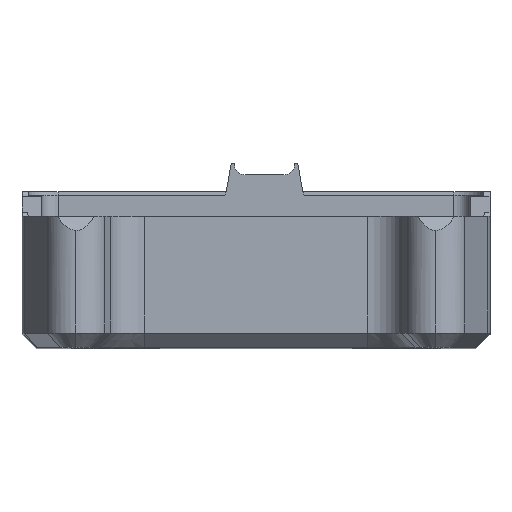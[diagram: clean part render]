
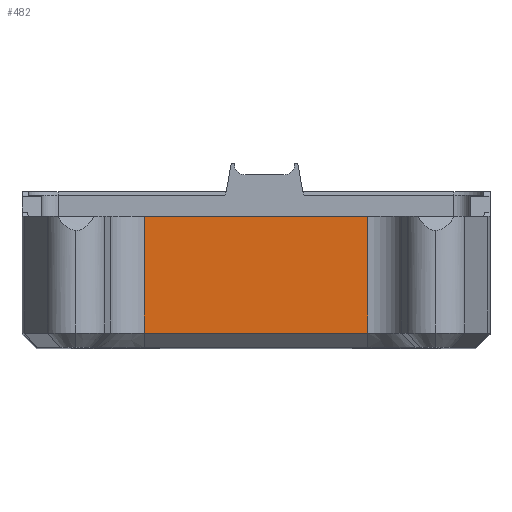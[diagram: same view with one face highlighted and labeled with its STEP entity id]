
A CAD part, top view. The second image highlights one B-rep face of the part: STEP entity #482.
In plain terms, the highlighted planar face has unit normal (0, 0, 1).
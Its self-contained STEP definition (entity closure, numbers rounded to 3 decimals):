
#413 = ORIENTED_EDGE ( 'NONE', *, *, #9020, .F. ) ;
#482 = ADVANCED_FACE ( 'NONE', ( #4854 ), #8275, .F. ) ;
#924 = CARTESIAN_POINT ( 'NONE',  ( 15.508, 9.5, 46. ) ) ;
#1156 = EDGE_CURVE ( 'NONE', #13203, #1406, #8848, .T. ) ;
#1205 = DIRECTION ( 'NONE',  ( -1., 0., 0. ) ) ;
#1320 = ORIENTED_EDGE ( 'NONE', *, *, #4333, .T. ) ;
#1406 = VERTEX_POINT ( 'NONE', #7061 ) ;
#2389 = ORIENTED_EDGE ( 'NONE', *, *, #1156, .T. ) ;
#2884 = VECTOR ( 'NONE', #11267, 1000. ) ;
#3694 = EDGE_LOOP ( 'NONE', ( #2389, #10000, #1320, #413 ) ) ;
#3724 = DIRECTION ( 'NONE',  ( 1., 0., 0. ) ) ;
#4091 = CARTESIAN_POINT ( 'NONE',  ( 15.508, -6.75, 46. ) ) ;
#4333 = EDGE_CURVE ( 'NONE', #14690, #5708, #11193, .T. ) ;
#4808 = DIRECTION ( 'NONE',  ( 1., 0., 0. ) ) ;
#4854 = FACE_OUTER_BOUND ( 'NONE', #3694, .T. ) ;
#5708 = VERTEX_POINT ( 'NONE', #11107 ) ;
#6201 = CARTESIAN_POINT ( 'NONE',  ( -15.508, 9.5, 46. ) ) ;
#6623 = VECTOR ( 'NONE', #4808, 1000. ) ;
#6631 = CARTESIAN_POINT ( 'NONE',  ( -15.508, 0., 46. ) ) ;
#6880 = DIRECTION ( 'NONE',  ( 0., 0., -1. ) ) ;
#7061 = CARTESIAN_POINT ( 'NONE',  ( -15.508, -6.75, 46. ) ) ;
#7088 = LINE ( 'NONE', #9457, #11033 ) ;
#7123 = LINE ( 'NONE', #8080, #6623 ) ;
#8080 = CARTESIAN_POINT ( 'NONE',  ( -32.5, -6.75, 46. ) ) ;
#8275 = PLANE ( 'NONE',  #9160 ) ;
#8848 = LINE ( 'NONE', #6631, #11766 ) ;
#9020 = EDGE_CURVE ( 'NONE', #13203, #5708, #7088, .T. ) ;
#9160 = AXIS2_PLACEMENT_3D ( 'NONE', #12817, #6880, #1205 ) ;
#9457 = CARTESIAN_POINT ( 'NONE',  ( -32.5, 9.5, 46. ) ) ;
#10000 = ORIENTED_EDGE ( 'NONE', *, *, #14208, .T. ) ;
#11033 = VECTOR ( 'NONE', #3724, 1000. ) ;
#11107 = CARTESIAN_POINT ( 'NONE',  ( 15.508, 9.5, 46. ) ) ;
#11193 = LINE ( 'NONE', #924, #2884 ) ;
#11223 = DIRECTION ( 'NONE',  ( 0., -1., 0. ) ) ;
#11267 = DIRECTION ( 'NONE',  ( 0., 1., 0. ) ) ;
#11766 = VECTOR ( 'NONE', #11223, 1000. ) ;
#12817 = CARTESIAN_POINT ( 'NONE',  ( -32.5, 18.05, 46. ) ) ;
#13203 = VERTEX_POINT ( 'NONE', #6201 ) ;
#14208 = EDGE_CURVE ( 'NONE', #1406, #14690, #7123, .T. ) ;
#14690 = VERTEX_POINT ( 'NONE', #4091 ) ;
